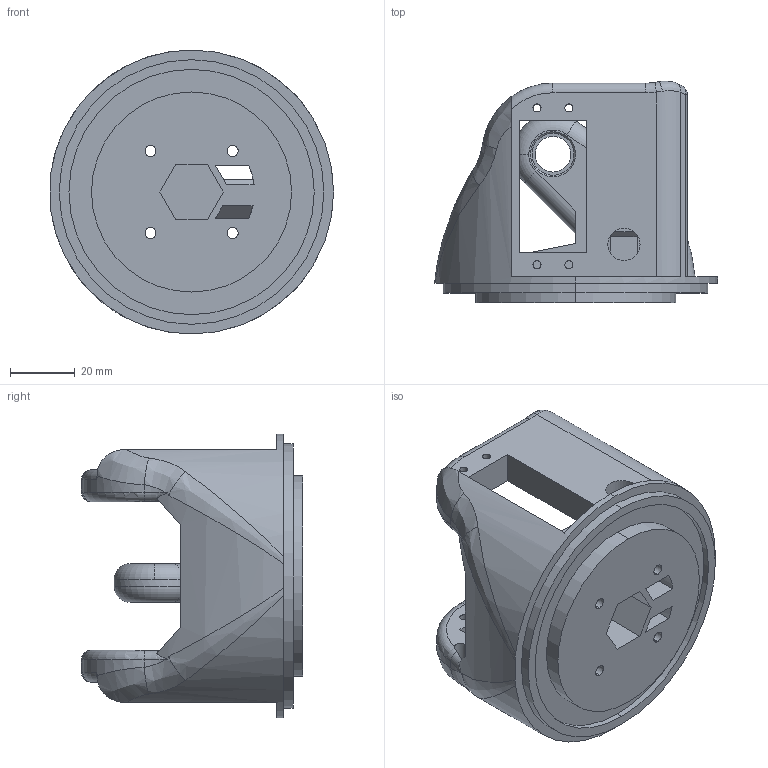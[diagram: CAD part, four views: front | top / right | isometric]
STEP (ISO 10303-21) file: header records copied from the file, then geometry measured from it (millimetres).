
FILE_DESCRIPTION (( 'STEP AP203' ), '1' );
FILE_NAME ('唅蛌菁釱.', '2023-10-12T01:23:13', ( '' ), ( '' ), 'SwSTEP 2.0', 'SolidWorks 2021', '' );
FILE_SCHEMA (( 'CONFIG_CONTROL_DESIGN' ));
Length unit declared in the file: millimetre
Products named in the file (1): ��ת�
Bounding box: 87.74 x 68.65 x 88 mm (x, y, z)
Volume: 101332.3 mm3; surface area: 45470.1 mm2
Topology: 1 solids, 1 shells, 222 faces, 605 edges, 389 vertices
Faces by surface type: plane 102, cylinder 81, torus 17, bspline 12, cone 8, sphere 2
Entity records: 7843 total; most frequent: CARTESIAN_POINT 2097, ORIENTED_EDGE 1206, DIRECTION 1154, EDGE_CURVE 603, AXIS2_PLACEMENT_3D 404, VERTEX_POINT 389, VECTOR 346, LINE 346
